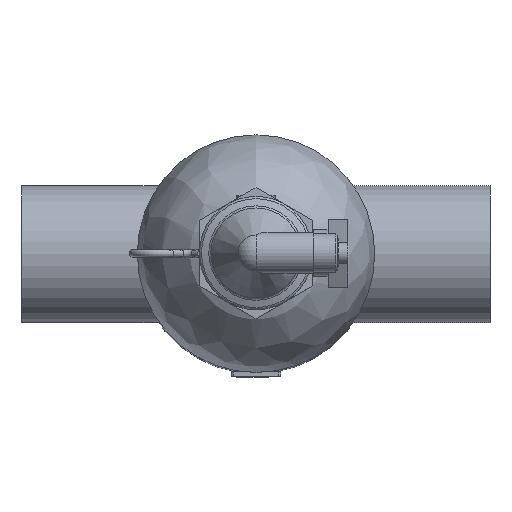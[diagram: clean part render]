
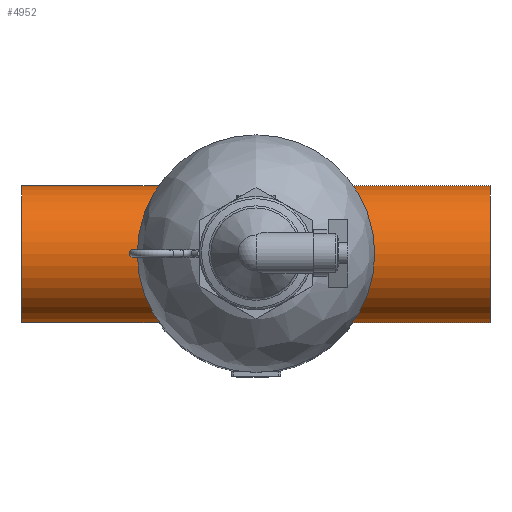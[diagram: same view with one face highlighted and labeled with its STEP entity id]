
A CAD part, top view. The second image highlights one B-rep face of the part: STEP entity #4952.
In plain terms, the highlighted cylindrical face has radius 38.05 mm (diameter 76.1 mm), a full revolution.
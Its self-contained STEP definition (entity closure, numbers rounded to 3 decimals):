
#1007=CYLINDRICAL_SURFACE('',#5363,38.05);
#1133=FACE_BOUND('',#1629,.T.);
#1273=FACE_OUTER_BOUND('',#1628,.T.);
#1628=EDGE_LOOP('',(#3727));
#1629=EDGE_LOOP('',(#3728));
#1894=CIRCLE('',#5360,38.05);
#1895=CIRCLE('',#5362,38.05);
#2223=VERTEX_POINT('',#8252);
#2224=VERTEX_POINT('',#8255);
#2775=EDGE_CURVE('',#2223,#2223,#1894,.T.);
#2776=EDGE_CURVE('',#2224,#2224,#1895,.T.);
#3727=ORIENTED_EDGE('',*,*,#2775,.F.);
#3728=ORIENTED_EDGE('',*,*,#2776,.T.);
#4952=ADVANCED_FACE('',(#1273,#1133),#1007,.T.);
#5360=AXIS2_PLACEMENT_3D('',#8253,#6261,#6262);
#5362=AXIS2_PLACEMENT_3D('',#8256,#6265,#6266);
#5363=AXIS2_PLACEMENT_3D('',#8257,#6267,#6268);
#6261=DIRECTION('center_axis',(1.,0.,0.));
#6262=DIRECTION('ref_axis',(0.,1.,0.));
#6265=DIRECTION('center_axis',(1.,0.,0.));
#6266=DIRECTION('ref_axis',(0.,1.,0.));
#6267=DIRECTION('center_axis',(1.,0.,0.));
#6268=DIRECTION('ref_axis',(0.,1.,0.));
#8252=CARTESIAN_POINT('',(130.,38.05,275.));
#8253=CARTESIAN_POINT('Origin',(130.,0.,275.));
#8255=CARTESIAN_POINT('',(-130.,38.05,275.));
#8256=CARTESIAN_POINT('Origin',(-130.,0.,275.));
#8257=CARTESIAN_POINT('Origin',(0.,0.,275.));
